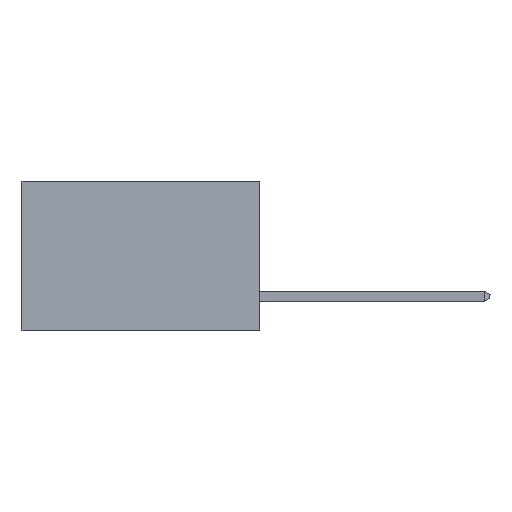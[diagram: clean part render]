
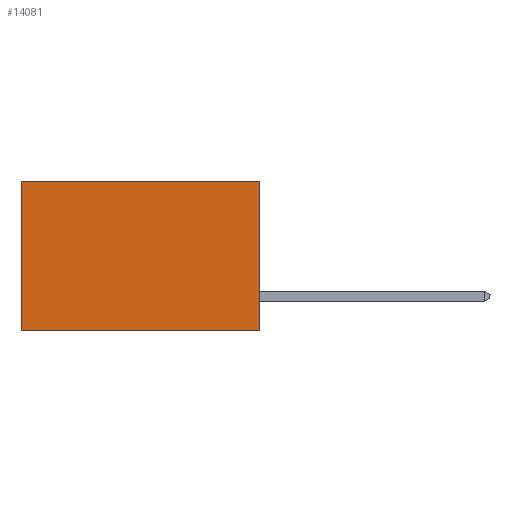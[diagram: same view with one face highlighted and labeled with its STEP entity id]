
A CAD part, left-side view. The second image highlights one B-rep face of the part: STEP entity #14081.
In plain terms, the highlighted planar face has unit normal (-1, 0, 0).
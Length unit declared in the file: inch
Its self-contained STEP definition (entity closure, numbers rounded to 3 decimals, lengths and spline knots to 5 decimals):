
#1652 = FACE_OUTER_BOUND ( 'NONE', #4784, .T. ) ;
#3538 = CARTESIAN_POINT ( 'NONE',  ( 0.277, 0., -0.37 ) ) ;
#3824 = CARTESIAN_POINT ( 'NONE',  ( 0.277, 0., -0.37 ) ) ;
#3999 = VECTOR ( 'NONE', #8551, 39.37008 ) ;
#4132 = ORIENTED_EDGE ( 'NONE', *, *, #8084, .T. ) ;
#4784 = EDGE_LOOP ( 'NONE', ( #4132, #16836, #10573, #9043 ) ) ;
#5184 = VECTOR ( 'NONE', #17504, 39.37008 ) ;
#5217 = DIRECTION ( 'NONE',  ( 0., 0., -1. ) ) ;
#5382 = VERTEX_POINT ( 'NONE', #9358 ) ;
#5614 = VERTEX_POINT ( 'NONE', #7315 ) ;
#6355 = DIRECTION ( 'NONE',  ( 0., 0., -1. ) ) ;
#7315 = CARTESIAN_POINT ( 'NONE',  ( 0.277, 0.59, 0. ) ) ;
#8084 = EDGE_CURVE ( 'NONE', #5614, #14754, #8579, .T. ) ;
#8122 = LINE ( 'NONE', #16634, #3999 ) ;
#8551 = DIRECTION ( 'NONE',  ( 0., 0., -1. ) ) ;
#8579 = LINE ( 'NONE', #15888, #11829 ) ;
#9043 = ORIENTED_EDGE ( 'NONE', *, *, #17206, .T. ) ;
#9154 = VECTOR ( 'NONE', #11760, 39.37008 ) ;
#9167 = CARTESIAN_POINT ( 'NONE',  ( 0.277, 0., -0.37 ) ) ;
#9358 = CARTESIAN_POINT ( 'NONE',  ( 0.277, 0., 0. ) ) ;
#9577 = LINE ( 'NONE', #3538, #9154 ) ;
#10573 = ORIENTED_EDGE ( 'NONE', *, *, #13703, .F. ) ;
#11760 = DIRECTION ( 'NONE',  ( 0., 1., 0. ) ) ;
#11818 = VERTEX_POINT ( 'NONE', #9167 ) ;
#11829 = VECTOR ( 'NONE', #6355, 39.37008 ) ;
#12101 = PLANE ( 'NONE',  #13458 ) ;
#13458 = AXIS2_PLACEMENT_3D ( 'NONE', #3824, #13473, #5217 ) ;
#13473 = DIRECTION ( 'NONE',  ( 1., 0., 0. ) ) ;
#13703 = EDGE_CURVE ( 'NONE', #5382, #11818, #8122, .T. ) ;
#14081 = ADVANCED_FACE ( 'NONE', ( #1652 ), #12101, .F. ) ;
#14754 = VERTEX_POINT ( 'NONE', #17419 ) ;
#15709 = EDGE_CURVE ( 'NONE', #11818, #14754, #9577, .T. ) ;
#15888 = CARTESIAN_POINT ( 'NONE',  ( 0.277, 0.59, -0.37 ) ) ;
#16052 = LINE ( 'NONE', #16184, #5184 ) ;
#16184 = CARTESIAN_POINT ( 'NONE',  ( 0.277, 0., 0. ) ) ;
#16634 = CARTESIAN_POINT ( 'NONE',  ( 0.277, 0., -0.37 ) ) ;
#16836 = ORIENTED_EDGE ( 'NONE', *, *, #15709, .F. ) ;
#17206 = EDGE_CURVE ( 'NONE', #5382, #5614, #16052, .T. ) ;
#17419 = CARTESIAN_POINT ( 'NONE',  ( 0.277, 0.59, -0.37 ) ) ;
#17504 = DIRECTION ( 'NONE',  ( 0., 1., 0. ) ) ;
